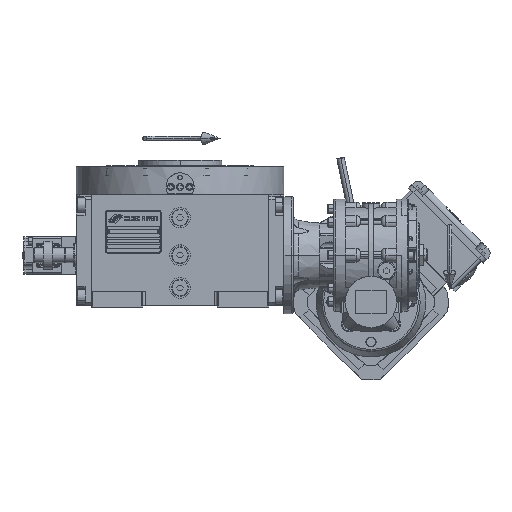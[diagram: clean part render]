
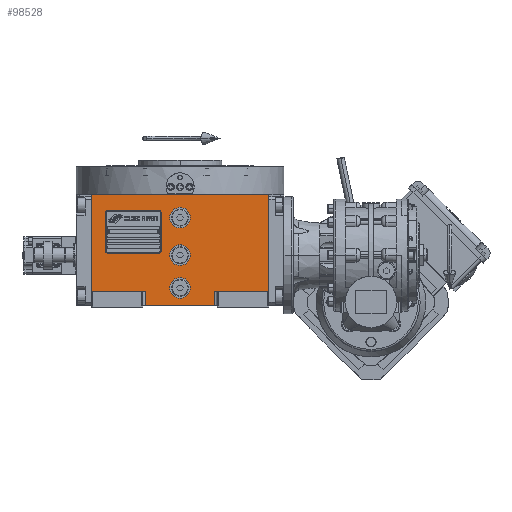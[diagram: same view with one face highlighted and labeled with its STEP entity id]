
A CAD part, top view. The second image highlights one B-rep face of the part: STEP entity #98528.
In plain terms, the highlighted planar face has unit normal (0, 0, 1).
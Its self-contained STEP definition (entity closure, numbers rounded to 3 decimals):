
#918 = DIRECTION ( 'NONE',  ( -1., 0., 0. ) ) ;
#1059 = CARTESIAN_POINT ( 'NONE',  ( 11., -35., 163.5 ) ) ;
#1171 = ORIENTED_EDGE ( 'NONE', *, *, #118154, .T. ) ;
#1838 = LINE ( 'NONE', #48935, #68828 ) ;
#3551 = VERTEX_POINT ( 'NONE', #10266 ) ;
#5561 = CARTESIAN_POINT ( 'NONE',  ( -94.5, -38.5, 163.5 ) ) ;
#5661 = CARTESIAN_POINT ( 'NONE',  ( 37., -38.5, 163.5 ) ) ;
#6441 = EDGE_LOOP ( 'NONE', ( #22440, #71501 ) ) ;
#7466 = EDGE_CURVE ( 'NONE', #83801, #35317, #18620, .T. ) ;
#7640 = CARTESIAN_POINT ( 'NONE',  ( 37., -38.5, 163.5 ) ) ;
#8840 = VERTEX_POINT ( 'NONE', #145019 ) ;
#9385 = FACE_BOUND ( 'NONE', #97252, .T. ) ;
#10266 = CARTESIAN_POINT ( 'NONE',  ( 94.5, 64.5, 163.5 ) ) ;
#13005 = FACE_OUTER_BOUND ( 'NONE', #46212, .T. ) ;
#14737 = ORIENTED_EDGE ( 'NONE', *, *, #98733, .F. ) ;
#15633 = DIRECTION ( 'NONE',  ( 1., 0., 0. ) ) ;
#16347 = CARTESIAN_POINT ( 'NONE',  ( -37., -53.5, 163.5 ) ) ;
#16922 = EDGE_CURVE ( 'NONE', #8840, #143508, #73144, .T. ) ;
#18620 = LINE ( 'NONE', #5561, #56390 ) ;
#20241 = DIRECTION ( 'NONE',  ( 0., -1., 0. ) ) ;
#22390 = DIRECTION ( 'NONE',  ( -1., 0., 0. ) ) ;
#22440 = ORIENTED_EDGE ( 'NONE', *, *, #104387, .F. ) ;
#23322 = CARTESIAN_POINT ( 'NONE',  ( 0., -35., 163.5 ) ) ;
#23379 = LINE ( 'NONE', #35722, #143973 ) ;
#23614 = CARTESIAN_POINT ( 'NONE',  ( 94.5, -38.5, 163.5 ) ) ;
#27374 = CARTESIAN_POINT ( 'NONE',  ( -11., 0., 163.5 ) ) ;
#29829 = CARTESIAN_POINT ( 'NONE',  ( -37., -53.5, 163.5 ) ) ;
#29912 = EDGE_CURVE ( 'NONE', #143508, #8840, #144350, .T. ) ;
#31806 = LINE ( 'NONE', #5661, #112768 ) ;
#31904 = CARTESIAN_POINT ( 'NONE',  ( -94.5, 64.5, 163.5 ) ) ;
#31914 = ORIENTED_EDGE ( 'NONE', *, *, #7466, .T. ) ;
#33504 = DIRECTION ( 'NONE',  ( 1., 0., 0. ) ) ;
#35050 = DIRECTION ( 'NONE',  ( 0., 0., 1. ) ) ;
#35317 = VERTEX_POINT ( 'NONE', #107367 ) ;
#35722 = CARTESIAN_POINT ( 'NONE',  ( -94.5, -38.5, 163.5 ) ) ;
#37311 = DIRECTION ( 'NONE',  ( 0., 1., 0. ) ) ;
#42710 = DIRECTION ( 'NONE',  ( 1., 0., 0. ) ) ;
#42764 = LINE ( 'NONE', #31904, #111850 ) ;
#42924 = AXIS2_PLACEMENT_3D ( 'NONE', #55839, #124667, #42710 ) ;
#43396 = ORIENTED_EDGE ( 'NONE', *, *, #149641, .F. ) ;
#43936 = CIRCLE ( 'NONE', #130416, 11. ) ;
#44506 = CARTESIAN_POINT ( 'NONE',  ( -37., -53.5, 163.5 ) ) ;
#44687 = VERTEX_POINT ( 'NONE', #27374 ) ;
#44857 = CARTESIAN_POINT ( 'NONE',  ( -94.5, -53.5, 163.5 ) ) ;
#45051 = DIRECTION ( 'NONE',  ( 1., 0., 0. ) ) ;
#46212 = EDGE_LOOP ( 'NONE', ( #127255, #85910, #97603, #1171, #55768, #138503, #31914, #14737 ) ) ;
#46395 = VERTEX_POINT ( 'NONE', #23614 ) ;
#47306 = CARTESIAN_POINT ( 'NONE',  ( 11., 0., 163.5 ) ) ;
#48935 = CARTESIAN_POINT ( 'NONE',  ( 94.5, -38.5, 163.5 ) ) ;
#49063 = DIRECTION ( 'NONE',  ( 0., 0., 1. ) ) ;
#49674 = ORIENTED_EDGE ( 'NONE', *, *, #67226, .F. ) ;
#50847 = EDGE_LOOP ( 'NONE', ( #71563, #69968 ) ) ;
#53531 = EDGE_CURVE ( 'NONE', #72289, #131591, #149298, .T. ) ;
#55768 = ORIENTED_EDGE ( 'NONE', *, *, #78395, .F. ) ;
#55839 = CARTESIAN_POINT ( 'NONE',  ( 0., 40., 163.5 ) ) ;
#55946 = CARTESIAN_POINT ( 'NONE',  ( 0., 0., 163.5 ) ) ;
#56390 = VECTOR ( 'NONE', #15633, 1000. ) ;
#57218 = FACE_BOUND ( 'NONE', #50847, .T. ) ;
#57469 = DIRECTION ( 'NONE',  ( 0., 0., 1. ) ) ;
#64699 = VERTEX_POINT ( 'NONE', #81585 ) ;
#65249 = AXIS2_PLACEMENT_3D ( 'NONE', #140706, #81880, #22390 ) ;
#66164 = DIRECTION ( 'NONE',  ( 0., 1., 0. ) ) ;
#67226 = EDGE_CURVE ( 'NONE', #138695, #44687, #81243, .T. ) ;
#68828 = VECTOR ( 'NONE', #37311, 1000. ) ;
#69968 = ORIENTED_EDGE ( 'NONE', *, *, #16922, .F. ) ;
#71501 = ORIENTED_EDGE ( 'NONE', *, *, #53531, .F. ) ;
#71563 = ORIENTED_EDGE ( 'NONE', *, *, #29912, .F. ) ;
#71704 = CARTESIAN_POINT ( 'NONE',  ( -11., 40., 163.5 ) ) ;
#72289 = VERTEX_POINT ( 'NONE', #71704 ) ;
#73011 = DIRECTION ( 'NONE',  ( 1., 0., 0. ) ) ;
#73144 = CIRCLE ( 'NONE', #117618, 11. ) ;
#73720 = EDGE_CURVE ( 'NONE', #83801, #64699, #23379, .T. ) ;
#75209 = AXIS2_PLACEMENT_3D ( 'NONE', #96214, #49063, #73011 ) ;
#75303 = CARTESIAN_POINT ( 'NONE',  ( 37., -38.5, 163.5 ) ) ;
#76286 = AXIS2_PLACEMENT_3D ( 'NONE', #55946, #57469, #33504 ) ;
#78395 = EDGE_CURVE ( 'NONE', #64699, #3551, #42764, .T. ) ;
#81048 = VERTEX_POINT ( 'NONE', #104884 ) ;
#81243 = CIRCLE ( 'NONE', #76286, 11. ) ;
#81585 = CARTESIAN_POINT ( 'NONE',  ( -94.5, 64.5, 163.5 ) ) ;
#81880 = DIRECTION ( 'NONE',  ( 0., 0., 1. ) ) ;
#83604 = VERTEX_POINT ( 'NONE', #7640 ) ;
#83801 = VERTEX_POINT ( 'NONE', #97175 ) ;
#84782 = CARTESIAN_POINT ( 'NONE',  ( 11., 40., 163.5 ) ) ;
#85910 = ORIENTED_EDGE ( 'NONE', *, *, #108998, .F. ) ;
#90679 = VECTOR ( 'NONE', #98507, 1000. ) ;
#96147 = AXIS2_PLACEMENT_3D ( 'NONE', #44857, #138449, #151642 ) ;
#96214 = CARTESIAN_POINT ( 'NONE',  ( 0., -35., 163.5 ) ) ;
#96417 = PLANE ( 'NONE',  #96147 ) ;
#96897 = VERTEX_POINT ( 'NONE', #16347 ) ;
#97175 = CARTESIAN_POINT ( 'NONE',  ( -94.5, -38.5, 163.5 ) ) ;
#97252 = EDGE_LOOP ( 'NONE', ( #49674, #43396 ) ) ;
#97603 = ORIENTED_EDGE ( 'NONE', *, *, #115468, .T. ) ;
#98507 = DIRECTION ( 'NONE',  ( 1., 0., 0. ) ) ;
#98528 = ADVANCED_FACE ( 'NONE', ( #9385, #57218, #139994, #13005 ), #96417, .T. ) ;
#98733 = EDGE_CURVE ( 'NONE', #96897, #35317, #127214, .T. ) ;
#104387 = EDGE_CURVE ( 'NONE', #131591, #72289, #112118, .T. ) ;
#104884 = CARTESIAN_POINT ( 'NONE',  ( 37., -53.5, 163.5 ) ) ;
#105256 = DIRECTION ( 'NONE',  ( 0., 0., 1. ) ) ;
#106804 = DIRECTION ( 'NONE',  ( 0., 1., 0. ) ) ;
#107367 = CARTESIAN_POINT ( 'NONE',  ( -37., -38.5, 163.5 ) ) ;
#108549 = LINE ( 'NONE', #75303, #90679 ) ;
#108998 = EDGE_CURVE ( 'NONE', #83604, #81048, #31806, .T. ) ;
#111850 = VECTOR ( 'NONE', #45051, 1000. ) ;
#112118 = CIRCLE ( 'NONE', #42924, 11. ) ;
#112768 = VECTOR ( 'NONE', #20241, 1000. ) ;
#115468 = EDGE_CURVE ( 'NONE', #83604, #46395, #108549, .T. ) ;
#115631 = LINE ( 'NONE', #44506, #132915 ) ;
#116390 = DIRECTION ( 'NONE',  ( 1., 0., 0. ) ) ;
#117551 = EDGE_CURVE ( 'NONE', #96897, #81048, #115631, .T. ) ;
#117618 = AXIS2_PLACEMENT_3D ( 'NONE', #23322, #105256, #918 ) ;
#118154 = EDGE_CURVE ( 'NONE', #46395, #3551, #1838, .T. ) ;
#124667 = DIRECTION ( 'NONE',  ( 0., 0., 1. ) ) ;
#127214 = LINE ( 'NONE', #29829, #140652 ) ;
#127255 = ORIENTED_EDGE ( 'NONE', *, *, #117551, .T. ) ;
#129397 = DIRECTION ( 'NONE',  ( -1., 0., 0. ) ) ;
#130416 = AXIS2_PLACEMENT_3D ( 'NONE', #141011, #35050, #129397 ) ;
#131591 = VERTEX_POINT ( 'NONE', #84782 ) ;
#132915 = VECTOR ( 'NONE', #116390, 1000. ) ;
#138449 = DIRECTION ( 'NONE',  ( 0., 0., 1. ) ) ;
#138503 = ORIENTED_EDGE ( 'NONE', *, *, #73720, .F. ) ;
#138695 = VERTEX_POINT ( 'NONE', #47306 ) ;
#139994 = FACE_BOUND ( 'NONE', #6441, .T. ) ;
#140652 = VECTOR ( 'NONE', #66164, 1000. ) ;
#140706 = CARTESIAN_POINT ( 'NONE',  ( 0., 40., 163.5 ) ) ;
#141011 = CARTESIAN_POINT ( 'NONE',  ( 0., 0., 163.5 ) ) ;
#143508 = VERTEX_POINT ( 'NONE', #1059 ) ;
#143973 = VECTOR ( 'NONE', #106804, 1000. ) ;
#144350 = CIRCLE ( 'NONE', #75209, 11. ) ;
#145019 = CARTESIAN_POINT ( 'NONE',  ( -11., -35., 163.5 ) ) ;
#149298 = CIRCLE ( 'NONE', #65249, 11. ) ;
#149641 = EDGE_CURVE ( 'NONE', #44687, #138695, #43936, .T. ) ;
#151642 = DIRECTION ( 'NONE',  ( 1., 0., 0. ) ) ;
